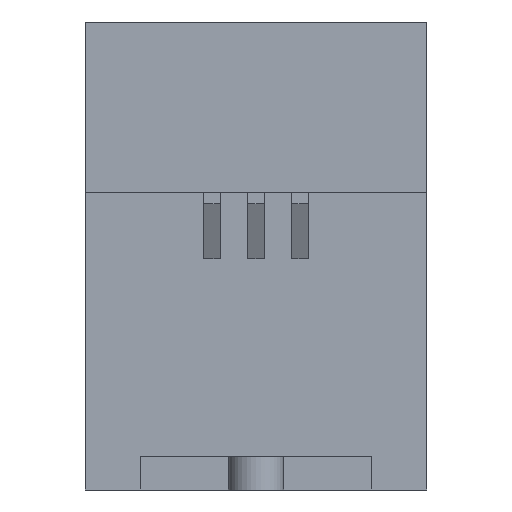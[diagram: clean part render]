
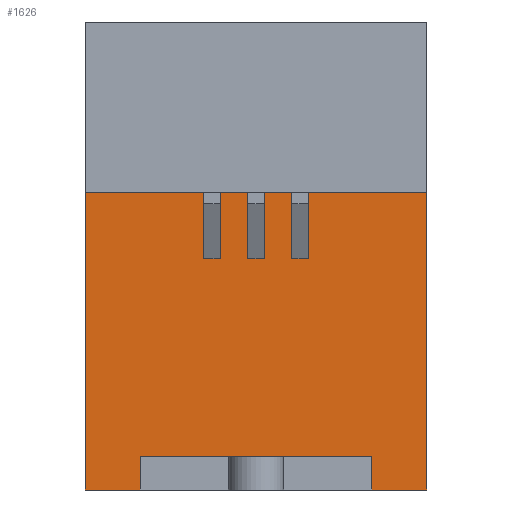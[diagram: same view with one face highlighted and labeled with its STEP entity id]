
A CAD part, front view. The second image highlights one B-rep face of the part: STEP entity #1626.
In plain terms, the highlighted planar face has unit normal (0, -1, 0).
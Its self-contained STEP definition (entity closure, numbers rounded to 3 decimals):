
#318=CARTESIAN_POINT('',(0.0,0.0,27.0));
#319=VERTEX_POINT('',#318);
#326=CARTESIAN_POINT('',(10.75,0.0,27.0));
#327=VERTEX_POINT('',#326);
#328=CARTESIAN_POINT('',(0.0,0.0,27.0));
#329=DIRECTION('',(1.0,0.0,0.0));
#330=VECTOR('',#329,10.75);
#331=LINE('',#328,#330);
#332=EDGE_CURVE('',#319,#327,#331,.T.);
#350=CARTESIAN_POINT('',(12.25,0.0,27.0));
#351=VERTEX_POINT('',#350);
#358=CARTESIAN_POINT('',(14.75,0.0,27.0));
#359=VERTEX_POINT('',#358);
#360=CARTESIAN_POINT('',(12.25,0.0,27.0));
#361=DIRECTION('',(1.0,0.0,0.0));
#362=VECTOR('',#361,2.5);
#363=LINE('',#360,#362);
#364=EDGE_CURVE('',#351,#359,#363,.T.);
#382=CARTESIAN_POINT('',(16.25,0.0,27.0));
#383=VERTEX_POINT('',#382);
#390=CARTESIAN_POINT('',(18.75,0.0,27.0));
#391=VERTEX_POINT('',#390);
#392=CARTESIAN_POINT('',(16.25,0.0,27.0));
#393=DIRECTION('',(1.0,0.0,0.0));
#394=VECTOR('',#393,2.5);
#395=LINE('',#392,#394);
#396=EDGE_CURVE('',#383,#391,#395,.T.);
#414=CARTESIAN_POINT('',(20.25,0.0,27.0));
#415=VERTEX_POINT('',#414);
#422=CARTESIAN_POINT('',(31.0,0.0,27.0));
#423=VERTEX_POINT('',#422);
#424=CARTESIAN_POINT('',(20.25,0.0,27.0));
#425=DIRECTION('',(1.0,0.0,0.0));
#426=VECTOR('',#425,10.75);
#427=LINE('',#424,#426);
#428=EDGE_CURVE('',#415,#423,#427,.T.);
#1040=CARTESIAN_POINT('',(5.0,0.0,0.));
#1041=VERTEX_POINT('',#1040);
#1048=CARTESIAN_POINT('',(0.0,0.0,0.0));
#1049=VERTEX_POINT('',#1048);
#1050=CARTESIAN_POINT('',(0.0,0.0,0.0));
#1051=DIRECTION('',(1.0,0.0,0.0));
#1052=VECTOR('',#1051,5.0);
#1053=LINE('',#1050,#1052);
#1054=EDGE_CURVE('',#1049,#1041,#1053,.T.);
#1072=CARTESIAN_POINT('',(31.0,0.0,0.0));
#1073=VERTEX_POINT('',#1072);
#1080=CARTESIAN_POINT('',(26.0,0.0,0.));
#1081=VERTEX_POINT('',#1080);
#1082=CARTESIAN_POINT('',(26.0,0.0,0.0));
#1083=DIRECTION('',(1.0,0.0,0.0));
#1084=VECTOR('',#1083,5.0);
#1085=LINE('',#1082,#1084);
#1086=EDGE_CURVE('',#1081,#1073,#1085,.T.);
#1138=CARTESIAN_POINT('',(5.0,0.0,3.));
#1139=VERTEX_POINT('',#1138);
#1140=CARTESIAN_POINT('',(5.0,0.0,0.));
#1141=DIRECTION('',(0.0,0.0,1.0));
#1142=VECTOR('',#1141,3.);
#1143=LINE('',#1140,#1142);
#1144=EDGE_CURVE('',#1041,#1139,#1143,.T.);
#1170=CARTESIAN_POINT('',(26.0,0.0,3.));
#1171=VERTEX_POINT('',#1170);
#1178=CARTESIAN_POINT('',(5.0,0.0,3.0));
#1179=DIRECTION('',(1.0,0.0,0.0));
#1180=VECTOR('',#1179,21.0);
#1181=LINE('',#1178,#1180);
#1182=EDGE_CURVE('',#1139,#1171,#1181,.T.);
#1198=CARTESIAN_POINT('',(26.0,0.0,3.));
#1199=DIRECTION('',(0.0,0.0,-1.0));
#1200=VECTOR('',#1199,3.);
#1201=LINE('',#1198,#1200);
#1202=EDGE_CURVE('',#1171,#1081,#1201,.T.);
#1248=CARTESIAN_POINT('',(20.25,0.0,21.0));
#1249=VERTEX_POINT('',#1248);
#1256=CARTESIAN_POINT('',(20.25,0.0,21.0));
#1257=DIRECTION('',(0.0,0.0,1.0));
#1258=VECTOR('',#1257,6.0);
#1259=LINE('',#1256,#1258);
#1260=EDGE_CURVE('',#1249,#415,#1259,.T.);
#1271=CARTESIAN_POINT('',(16.25,0.0,21.0));
#1272=VERTEX_POINT('',#1271);
#1281=CARTESIAN_POINT('',(16.25,0.0,21.0));
#1282=DIRECTION('',(0.0,0.0,1.0));
#1283=VECTOR('',#1282,6.0);
#1284=LINE('',#1281,#1283);
#1285=EDGE_CURVE('',#1272,#383,#1284,.T.);
#1312=CARTESIAN_POINT('',(18.75,0.0,21.0));
#1313=VERTEX_POINT('',#1312);
#1335=CARTESIAN_POINT('',(18.75,0.0,27.0));
#1336=DIRECTION('',(0.0,0.0,-1.0));
#1337=VECTOR('',#1336,6.0);
#1338=LINE('',#1335,#1337);
#1339=EDGE_CURVE('',#391,#1313,#1338,.T.);
#1349=CARTESIAN_POINT('',(12.25,0.0,21.0));
#1350=VERTEX_POINT('',#1349);
#1359=CARTESIAN_POINT('',(12.25,0.0,21.0));
#1360=DIRECTION('',(0.0,0.0,1.0));
#1361=VECTOR('',#1360,6.0);
#1362=LINE('',#1359,#1361);
#1363=EDGE_CURVE('',#1350,#351,#1362,.T.);
#1390=CARTESIAN_POINT('',(14.75,0.0,21.0));
#1391=VERTEX_POINT('',#1390);
#1413=CARTESIAN_POINT('',(14.75,0.0,27.0));
#1414=DIRECTION('',(0.0,0.0,-1.0));
#1415=VECTOR('',#1414,6.0);
#1416=LINE('',#1413,#1415);
#1417=EDGE_CURVE('',#359,#1391,#1416,.T.);
#1429=CARTESIAN_POINT('',(10.75,0.0,21.0));
#1430=VERTEX_POINT('',#1429);
#1452=CARTESIAN_POINT('',(10.75,0.0,27.0));
#1453=DIRECTION('',(0.0,0.0,-1.0));
#1454=VECTOR('',#1453,6.0);
#1455=LINE('',#1452,#1454);
#1456=EDGE_CURVE('',#327,#1430,#1455,.T.);
#1466=CARTESIAN_POINT('',(31.0,0.0,27.0));
#1467=DIRECTION('',(0.0,0.0,-1.0));
#1468=VECTOR('',#1467,27.0);
#1469=LINE('',#1466,#1468);
#1470=EDGE_CURVE('',#423,#1073,#1469,.T.);
#1579=CARTESIAN_POINT('',(0.0,0.0,27.0));
#1580=DIRECTION('',(0.0,-1.0,0.0));
#1581=DIRECTION('',(0.0,0.0,-1.0));
#1582=AXIS2_PLACEMENT_3D('',#1579,#1580,#1581);
#1583=PLANE('',#1582);
#1584=ORIENTED_EDGE('',*,*,#1202,.T.);
#1585=ORIENTED_EDGE('',*,*,#1086,.T.);
#1586=ORIENTED_EDGE('',*,*,#1470,.F.);
#1587=ORIENTED_EDGE('',*,*,#428,.F.);
#1588=ORIENTED_EDGE('',*,*,#1260,.F.);
#1589=CARTESIAN_POINT('',(20.25,0.,21.0));
#1590=DIRECTION('',(-1.0,0.0,0.0));
#1591=VECTOR('',#1590,1.5);
#1592=LINE('',#1589,#1591);
#1593=EDGE_CURVE('',#1249,#1313,#1592,.T.);
#1594=ORIENTED_EDGE('',*,*,#1593,.T.);
#1595=ORIENTED_EDGE('',*,*,#1339,.F.);
#1596=ORIENTED_EDGE('',*,*,#396,.F.);
#1597=ORIENTED_EDGE('',*,*,#1285,.F.);
#1598=CARTESIAN_POINT('',(16.25,0.,21.0));
#1599=DIRECTION('',(-1.0,0.0,0.0));
#1600=VECTOR('',#1599,1.5);
#1601=LINE('',#1598,#1600);
#1602=EDGE_CURVE('',#1272,#1391,#1601,.T.);
#1603=ORIENTED_EDGE('',*,*,#1602,.T.);
#1604=ORIENTED_EDGE('',*,*,#1417,.F.);
#1605=ORIENTED_EDGE('',*,*,#364,.F.);
#1606=ORIENTED_EDGE('',*,*,#1363,.F.);
#1607=CARTESIAN_POINT('',(12.25,0.,21.0));
#1608=DIRECTION('',(-1.0,0.0,0.0));
#1609=VECTOR('',#1608,1.5);
#1610=LINE('',#1607,#1609);
#1611=EDGE_CURVE('',#1350,#1430,#1610,.T.);
#1612=ORIENTED_EDGE('',*,*,#1611,.T.);
#1613=ORIENTED_EDGE('',*,*,#1456,.F.);
#1614=ORIENTED_EDGE('',*,*,#332,.F.);
#1615=CARTESIAN_POINT('',(0.0,0.0,27.0));
#1616=DIRECTION('',(0.0,0.0,-1.0));
#1617=VECTOR('',#1616,27.0);
#1618=LINE('',#1615,#1617);
#1619=EDGE_CURVE('',#319,#1049,#1618,.T.);
#1620=ORIENTED_EDGE('',*,*,#1619,.T.);
#1621=ORIENTED_EDGE('',*,*,#1054,.T.);
#1622=ORIENTED_EDGE('',*,*,#1144,.T.);
#1623=ORIENTED_EDGE('',*,*,#1182,.T.);
#1624=EDGE_LOOP('',(#1584,#1585,#1586,#1587,#1588,#1594,#1595,#1596,#1597,#1603,#1604,#1605,#1606,#1612,#1613,#1614,#1620,#1621,#1622,#1623));
#1625=FACE_OUTER_BOUND('',#1624,.T.);
#1626=ADVANCED_FACE('',(#1625),#1583,.T.);
